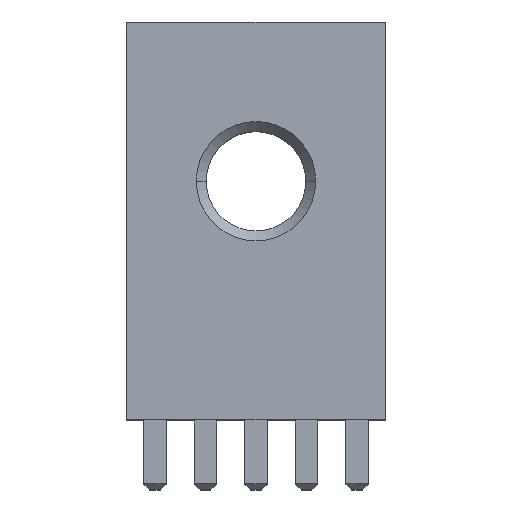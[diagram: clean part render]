
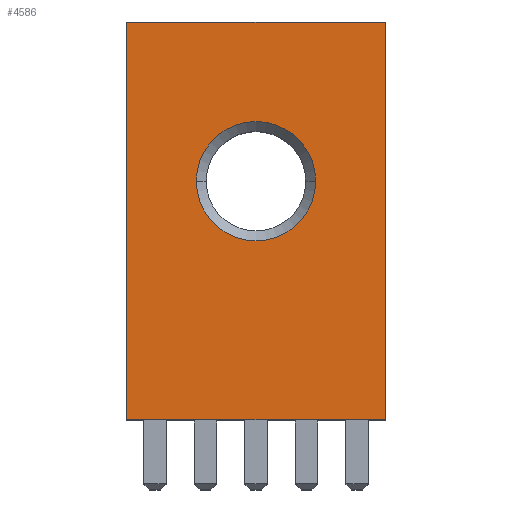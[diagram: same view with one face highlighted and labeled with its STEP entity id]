
A CAD part, top view. The second image highlights one B-rep face of the part: STEP entity #4586.
In plain terms, the highlighted planar face has unit normal (0, 0, 1).
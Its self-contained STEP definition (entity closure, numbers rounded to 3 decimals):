
#33 = DIRECTION ( 'NONE',  ( 0., -1., 0. ) ) ;
#44 = EDGE_CURVE ( 'NONE', #1952, #3206, #3593, .T. ) ;
#86 = DIRECTION ( 'NONE',  ( 0., -1., 0. ) ) ;
#102 = DIRECTION ( 'NONE',  ( 0., 0., -1. ) ) ;
#313 = LINE ( 'NONE', #1196, #6272 ) ;
#502 = LINE ( 'NONE', #1902, #6277 ) ;
#1040 = VECTOR ( 'NONE', #86, 1000. ) ;
#1097 = VERTEX_POINT ( 'NONE', #1798 ) ;
#1146 = DIRECTION ( 'NONE',  ( -1., 0., 0. ) ) ;
#1196 = CARTESIAN_POINT ( 'NONE',  ( 6.5, 3., 6.5 ) ) ;
#1232 = CARTESIAN_POINT ( 'NONE',  ( -6.5, 0., 6.5 ) ) ;
#1352 = VECTOR ( 'NONE', #4429, 1000. ) ;
#1703 = CARTESIAN_POINT ( 'NONE',  ( -6.5, 3., 6.5 ) ) ;
#1737 = CARTESIAN_POINT ( 'NONE',  ( -6.5, 3., 6.5 ) ) ;
#1757 = DIRECTION ( 'NONE',  ( -1., 0., 0. ) ) ;
#1798 = CARTESIAN_POINT ( 'NONE',  ( 6.5, 0., 6.5 ) ) ;
#1902 = CARTESIAN_POINT ( 'NONE',  ( -6.5, 0., 6.5 ) ) ;
#1947 = CARTESIAN_POINT ( 'NONE',  ( 6.5, 20., 6.5 ) ) ;
#1952 = VERTEX_POINT ( 'NONE', #3376 ) ;
#2036 = AXIS2_PLACEMENT_3D ( 'NONE', #1703, #102, #1757 ) ;
#2087 = VERTEX_POINT ( 'NONE', #1232 ) ;
#2161 = AXIS2_PLACEMENT_3D ( 'NONE', #3985, #4510, #1146 ) ;
#2222 = VERTEX_POINT ( 'NONE', #5278 ) ;
#2733 = ORIENTED_EDGE ( 'NONE', *, *, #6855, .F. ) ;
#3206 = VERTEX_POINT ( 'NONE', #5355 ) ;
#3376 = CARTESIAN_POINT ( 'NONE',  ( 3., 12., 6.5 ) ) ;
#3593 = CIRCLE ( 'NONE', #2161, 3. ) ;
#3803 = ORIENTED_EDGE ( 'NONE', *, *, #44, .T. ) ;
#3869 = CARTESIAN_POINT ( 'NONE',  ( -6.5, 20., 6.5 ) ) ;
#3985 = CARTESIAN_POINT ( 'NONE',  ( 0., 12., 6.5 ) ) ;
#4147 = CIRCLE ( 'NONE', #4911, 3. ) ;
#4239 = LINE ( 'NONE', #1737, #1040 ) ;
#4282 = DIRECTION ( 'NONE',  ( 0., 0., -1. ) ) ;
#4349 = ORIENTED_EDGE ( 'NONE', *, *, #5549, .T. ) ;
#4429 = DIRECTION ( 'NONE',  ( 1., 0., 0. ) ) ;
#4510 = DIRECTION ( 'NONE',  ( 0., 0., -1. ) ) ;
#4586 = ADVANCED_FACE ( 'NONE', ( #5875, #5519 ), #6210, .F. ) ;
#4750 = DIRECTION ( 'NONE',  ( -1., 0., 0. ) ) ;
#4797 = CARTESIAN_POINT ( 'NONE',  ( 0., 12., 6.5 ) ) ;
#4905 = EDGE_LOOP ( 'NONE', ( #3803, #4349 ) ) ;
#4911 = AXIS2_PLACEMENT_3D ( 'NONE', #4797, #4282, #4750 ) ;
#4952 = EDGE_LOOP ( 'NONE', ( #5389, #2733, #6505, #6223 ) ) ;
#5060 = LINE ( 'NONE', #3869, #1352 ) ;
#5082 = EDGE_CURVE ( 'NONE', #2222, #2087, #4239, .T. ) ;
#5278 = CARTESIAN_POINT ( 'NONE',  ( -6.5, 20., 6.5 ) ) ;
#5294 = DIRECTION ( 'NONE',  ( 1., 0., 0. ) ) ;
#5355 = CARTESIAN_POINT ( 'NONE',  ( -3., 12., 6.5 ) ) ;
#5389 = ORIENTED_EDGE ( 'NONE', *, *, #6409, .T. ) ;
#5519 = FACE_OUTER_BOUND ( 'NONE', #4952, .T. ) ;
#5549 = EDGE_CURVE ( 'NONE', #3206, #1952, #4147, .T. ) ;
#5875 = FACE_BOUND ( 'NONE', #4905, .T. ) ;
#6210 = PLANE ( 'NONE',  #2036 ) ;
#6223 = ORIENTED_EDGE ( 'NONE', *, *, #5082, .T. ) ;
#6272 = VECTOR ( 'NONE', #33, 1000. ) ;
#6277 = VECTOR ( 'NONE', #5294, 1000. ) ;
#6409 = EDGE_CURVE ( 'NONE', #2087, #1097, #502, .T. ) ;
#6435 = VERTEX_POINT ( 'NONE', #1947 ) ;
#6505 = ORIENTED_EDGE ( 'NONE', *, *, #7188, .F. ) ;
#6855 = EDGE_CURVE ( 'NONE', #6435, #1097, #313, .T. ) ;
#7188 = EDGE_CURVE ( 'NONE', #2222, #6435, #5060, .T. ) ;
